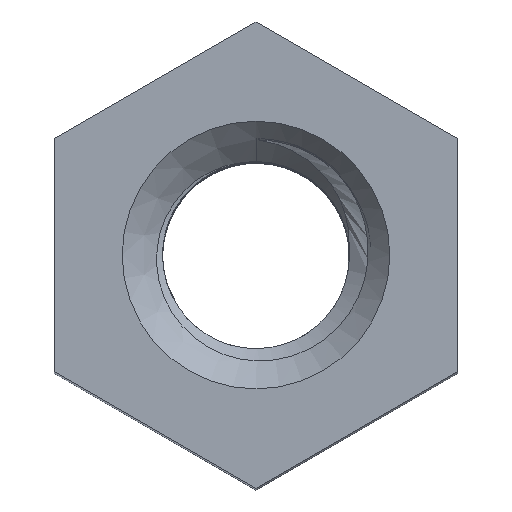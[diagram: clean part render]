
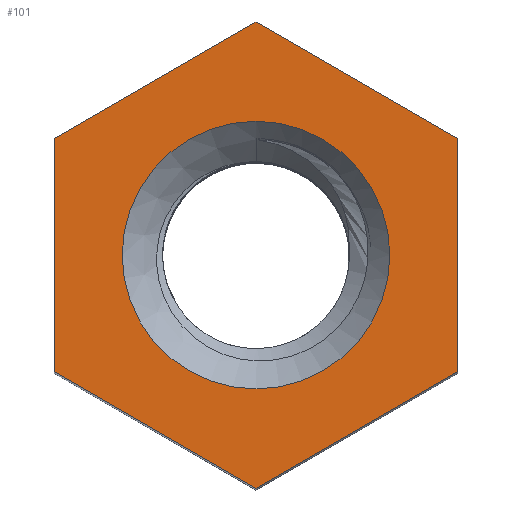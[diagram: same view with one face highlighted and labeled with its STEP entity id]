
A CAD part, top view. The second image highlights one B-rep face of the part: STEP entity #101.
In plain terms, the highlighted planar face has unit normal (0, 0, 1).
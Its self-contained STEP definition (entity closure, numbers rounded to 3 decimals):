
#101=ADVANCED_FACE('',(#13723,#13725),#13727,.T.);
#13723=FACE_BOUND('',#13724,.T.);
#13724=EDGE_LOOP('',(#14627,#14628,#14629,#14630,#14631,#14632));
#13725=FACE_BOUND('',#13726,.T.);
#13726=EDGE_LOOP('',(#14633));
#13727=PLANE('',#13728);
#13728=AXIS2_PLACEMENT_3D('',#13729,#13730,#13731);
#13729=CARTESIAN_POINT('',(0.,0.,18.));
#13730=DIRECTION('',(0.,0.,1.));
#13731=DIRECTION('',(-1.,0.,0.));
#14627=ORIENTED_EDGE('',*,*,#14775,.T.);
#14628=ORIENTED_EDGE('',*,*,#14776,.T.);
#14629=ORIENTED_EDGE('',*,*,#14777,.T.);
#14630=ORIENTED_EDGE('',*,*,#14778,.T.);
#14631=ORIENTED_EDGE('',*,*,#14779,.T.);
#14632=ORIENTED_EDGE('',*,*,#14780,.T.);
#14633=ORIENTED_EDGE('',*,*,#14734,.T.);
#14734=EDGE_CURVE('',#14818,#14818,#14819,.F.);
#14775=EDGE_CURVE('',#14896,#14897,#14898,.T.);
#14776=EDGE_CURVE('',#14897,#14899,#14900,.T.);
#14777=EDGE_CURVE('',#14899,#14901,#14902,.T.);
#14778=EDGE_CURVE('',#14901,#14903,#14904,.T.);
#14779=EDGE_CURVE('',#14903,#14905,#14906,.T.);
#14780=EDGE_CURVE('',#14905,#14896,#14907,.T.);
#14818=VERTEX_POINT('',#15084);
#14819=CIRCLE('',#15085,2.32);
#14896=VERTEX_POINT('',#18762);
#14897=VERTEX_POINT('',#18763);
#14898=LINE('',#18764,#18765);
#14899=VERTEX_POINT('',#18767);
#14900=LINE('',#18768,#18769);
#14901=VERTEX_POINT('',#18771);
#14902=LINE('',#18772,#18773);
#14903=VERTEX_POINT('',#18775);
#14904=LINE('',#18776,#18777);
#14905=VERTEX_POINT('',#18779);
#14906=LINE('',#18780,#18781);
#14907=LINE('',#18783,#18784);
#15084=CARTESIAN_POINT('',(0.,2.32,18.));
#15085=AXIS2_PLACEMENT_3D('',#15086,#15087,#15088);
#15086=CARTESIAN_POINT('',(0.,0.,18.));
#15087=DIRECTION('',(0.,0.,1.));
#15088=DIRECTION('',(0.,1.,-0.));
#18762=CARTESIAN_POINT('',(0.,-4.041,18.));
#18763=CARTESIAN_POINT('',(3.5,-2.021,18.));
#18764=CARTESIAN_POINT('',(0.,-4.041,18.));
#18765=VECTOR('',#18766,1.);
#18766=DIRECTION('',(0.866,0.5,0.));
#18767=CARTESIAN_POINT('',(3.5,2.021,18.));
#18768=CARTESIAN_POINT('',(3.5,-2.021,18.));
#18769=VECTOR('',#18770,1.);
#18770=DIRECTION('',(0.,1.,0.));
#18771=CARTESIAN_POINT('',(0.,4.041,18.));
#18772=CARTESIAN_POINT('',(3.5,2.021,18.));
#18773=VECTOR('',#18774,1.);
#18774=DIRECTION('',(-0.866,0.5,0.));
#18775=CARTESIAN_POINT('',(-3.5,2.021,18.));
#18776=CARTESIAN_POINT('',(0.,4.041,18.));
#18777=VECTOR('',#18778,1.);
#18778=DIRECTION('',(-0.866,-0.5,0.));
#18779=CARTESIAN_POINT('',(-3.5,-2.021,18.));
#18780=CARTESIAN_POINT('',(-3.5,2.021,18.));
#18781=VECTOR('',#18782,1.);
#18782=DIRECTION('',(0.,-1.,0.));
#18783=CARTESIAN_POINT('',(-3.5,-2.021,18.));
#18784=VECTOR('',#18785,1.);
#18785=DIRECTION('',(0.866,-0.5,0.));
